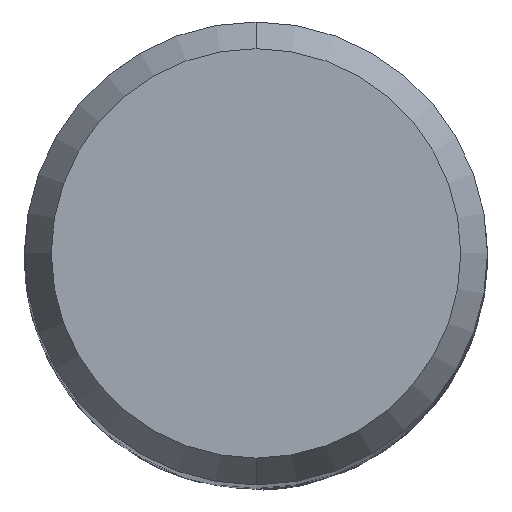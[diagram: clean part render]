
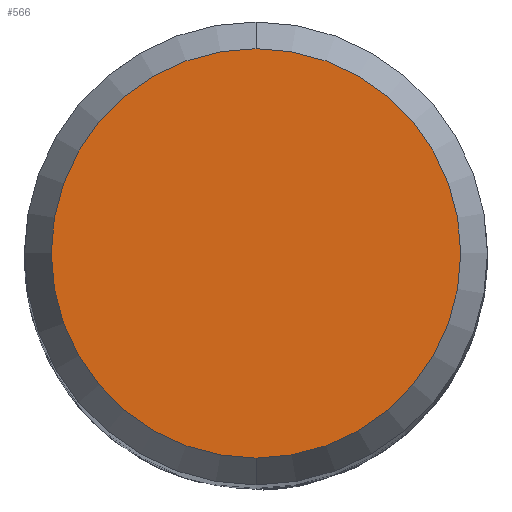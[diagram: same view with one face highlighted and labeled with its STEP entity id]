
A CAD part, top view. The second image highlights one B-rep face of the part: STEP entity #566.
In plain terms, the highlighted planar face has unit normal (0, 0, 1).
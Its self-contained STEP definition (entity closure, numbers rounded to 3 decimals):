
#566=ADVANCED_FACE('',(#1464),#1465,.T.);
#724=EDGE_CURVE('',#806,#964,#1640,.T.);
#806=VERTEX_POINT('',#1728);
#964=VERTEX_POINT('',#1900);
#974=EDGE_CURVE('',#964,#806,#1911,.T.);
#1464=FACE_OUTER_BOUND('',#2770,.T.);
#1465=PLANE('',#2771);
#1640=CIRCLE('',#4433,4.423);
#1728=CARTESIAN_POINT('',(0.,-4.423,0.0));
#1900=CARTESIAN_POINT('',(0.0,4.423,0.0));
#1911=CIRCLE('',#6351,4.423);
#2770=EDGE_LOOP('',(#9524,#9525));
#2771=AXIS2_PLACEMENT_3D('',#9526,#9527,#9528);
#4433=AXIS2_PLACEMENT_3D('',#9727,#9728,#9729);
#6351=AXIS2_PLACEMENT_3D('',#10017,#10018,#10019);
#9524=ORIENTED_EDGE('',*,*,#974,.F.);
#9525=ORIENTED_EDGE('',*,*,#724,.F.);
#9526=CARTESIAN_POINT('',(0.0,2.211,0.0));
#9527=DIRECTION('',(-0.0,0.0,1.0));
#9528=DIRECTION('',(0.0,-1.0,0.0));
#9727=CARTESIAN_POINT('',(0.0,0.0,0.0));
#9728=DIRECTION('',(0.0,0.0,-1.0));
#9729=DIRECTION('',(0.0,1.0,0.0));
#10017=CARTESIAN_POINT('',(0.0,0.0,0.0));
#10018=DIRECTION('',(0.0,0.0,-1.0));
#10019=DIRECTION('',(0.0,1.0,0.0));
